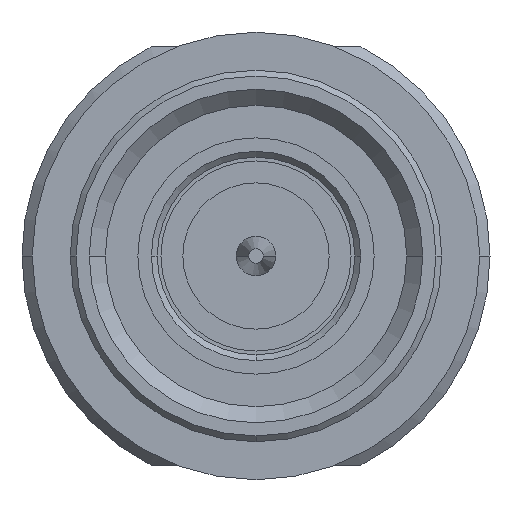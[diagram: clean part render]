
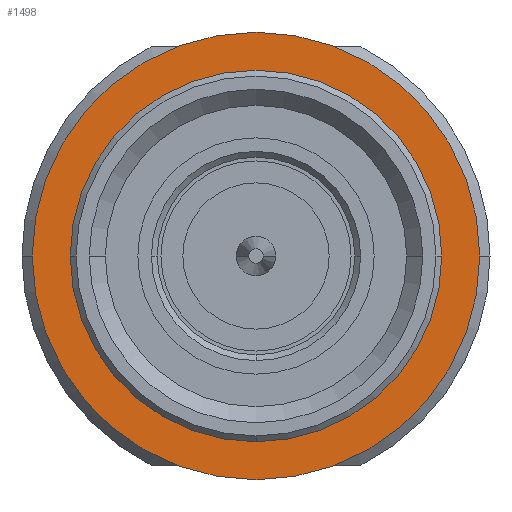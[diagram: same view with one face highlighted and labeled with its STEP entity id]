
A CAD part, left-side view. The second image highlights one B-rep face of the part: STEP entity #1498.
In plain terms, the highlighted planar face has unit normal (-1, 0, 0).
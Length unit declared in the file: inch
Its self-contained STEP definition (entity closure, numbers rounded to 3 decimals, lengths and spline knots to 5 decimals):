
#26 = EDGE_LOOP ( 'NONE', ( #5336, #1692 ) ) ;
#261 = DIRECTION ( 'NONE',  ( 0., 1., 0. ) ) ;
#315 = AXIS2_PLACEMENT_3D ( 'NONE', #5413, #4058, #1459 ) ;
#474 = EDGE_LOOP ( 'NONE', ( #5143, #5276 ) ) ;
#901 = CARTESIAN_POINT ( 'NONE',  ( 0.05906, 0., 0. ) ) ;
#1202 = DIRECTION ( 'NONE',  ( 0., 1., 0. ) ) ;
#1459 = DIRECTION ( 'NONE',  ( 0., 0., 1. ) ) ;
#1498 = ADVANCED_FACE ( 'NONE', ( #2392, #3712 ), #5000, .T. ) ;
#1634 = CARTESIAN_POINT ( 'NONE',  ( 0.05906, -0.30118, 0. ) ) ;
#1692 = ORIENTED_EDGE ( 'NONE', *, *, #3824, .F. ) ;
#1978 = CIRCLE ( 'NONE', #2811, 0.30118 ) ;
#2065 = DIRECTION ( 'NONE',  ( 0., 1., 0. ) ) ;
#2252 = DIRECTION ( 'NONE',  ( 0., 1., 0. ) ) ;
#2392 = FACE_BOUND ( 'NONE', #474, .T. ) ;
#2395 = CIRCLE ( 'NONE', #2484, 0.25 ) ;
#2484 = AXIS2_PLACEMENT_3D ( 'NONE', #901, #3657, #2252 ) ;
#2497 = CARTESIAN_POINT ( 'NONE',  ( 0.05906, 0., 0. ) ) ;
#2769 = AXIS2_PLACEMENT_3D ( 'NONE', #3992, #5789, #1202 ) ;
#2811 = AXIS2_PLACEMENT_3D ( 'NONE', #2497, #4282, #2065 ) ;
#2984 = DIRECTION ( 'NONE',  ( -1., 0., 0. ) ) ;
#3061 = CARTESIAN_POINT ( 'NONE',  ( 0.05906, 0.25, 0. ) ) ;
#3093 = CIRCLE ( 'NONE', #4960, 0.30118 ) ;
#3103 = VERTEX_POINT ( 'NONE', #5009 ) ;
#3468 = EDGE_CURVE ( 'NONE', #3103, #4368, #3093, .T. ) ;
#3479 = CARTESIAN_POINT ( 'NONE',  ( 0.05906, 0., 0. ) ) ;
#3657 = DIRECTION ( 'NONE',  ( -1., 0., 0. ) ) ;
#3712 = FACE_OUTER_BOUND ( 'NONE', #26, .T. ) ;
#3824 = EDGE_CURVE ( 'NONE', #3103, #4368, #1978, .T. ) ;
#3992 = CARTESIAN_POINT ( 'NONE',  ( 0.05906, 0., 0. ) ) ;
#4058 = DIRECTION ( 'NONE',  ( -1., 0., 0. ) ) ;
#4228 = VERTEX_POINT ( 'NONE', #4964 ) ;
#4282 = DIRECTION ( 'NONE',  ( 1., 0., 0. ) ) ;
#4368 = VERTEX_POINT ( 'NONE', #1634 ) ;
#4960 = AXIS2_PLACEMENT_3D ( 'NONE', #3479, #2984, #261 ) ;
#4964 = CARTESIAN_POINT ( 'NONE',  ( 0.05906, -0.25, 0. ) ) ;
#5000 = PLANE ( 'NONE',  #315 ) ;
#5009 = CARTESIAN_POINT ( 'NONE',  ( 0.05906, 0.30118, 0. ) ) ;
#5143 = ORIENTED_EDGE ( 'NONE', *, *, #5636, .T. ) ;
#5276 = ORIENTED_EDGE ( 'NONE', *, *, #5494, .F. ) ;
#5336 = ORIENTED_EDGE ( 'NONE', *, *, #3468, .T. ) ;
#5413 = CARTESIAN_POINT ( 'NONE',  ( 0.05906, 0., 0. ) ) ;
#5494 = EDGE_CURVE ( 'NONE', #5668, #4228, #2395, .T. ) ;
#5636 = EDGE_CURVE ( 'NONE', #5668, #4228, #5691, .T. ) ;
#5668 = VERTEX_POINT ( 'NONE', #3061 ) ;
#5691 = CIRCLE ( 'NONE', #2769, 0.25 ) ;
#5789 = DIRECTION ( 'NONE',  ( 1., 0., 0. ) ) ;
